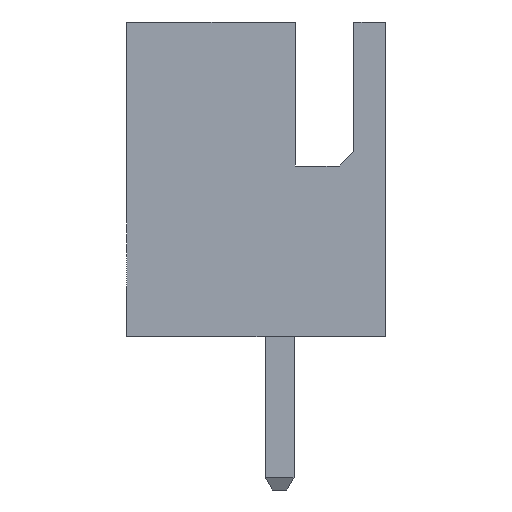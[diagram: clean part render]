
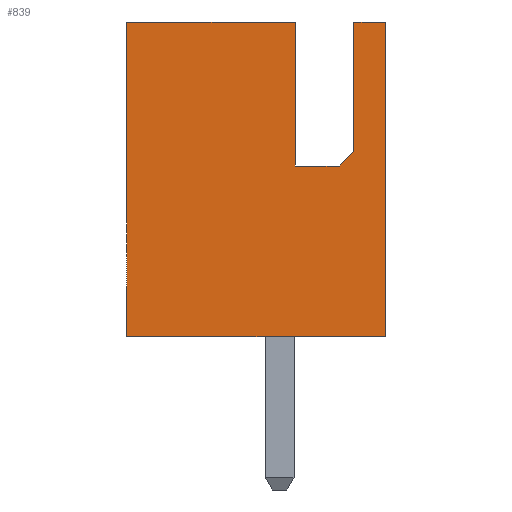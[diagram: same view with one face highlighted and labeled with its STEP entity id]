
A CAD part, left-side view. The second image highlights one B-rep face of the part: STEP entity #839.
In plain terms, the highlighted planar face has unit normal (-1, 0, 0).
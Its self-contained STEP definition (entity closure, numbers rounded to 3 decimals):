
#839=ADVANCED_FACE('',(#1682),#1684,.T.);
#1682=FACE_BOUND('',#1683,.T.);
#1683=EDGE_LOOP('',(#2382,#2383,#2384,#2385,#2386,#2387,#2388,#2389,#2390));
#1684=PLANE('',#1685);
#1685=AXIS2_PLACEMENT_3D('',#1686,#1687,#1688);
#1686=CARTESIAN_POINT('',(-22.55,3.4,0.));
#1687=DIRECTION('',(-1.,0.,0.));
#1688=DIRECTION('',(0.,-1.,0.));
#2382=ORIENTED_EDGE('',*,*,#2822,.T.);
#2383=ORIENTED_EDGE('',*,*,#2823,.T.);
#2384=ORIENTED_EDGE('',*,*,#2824,.F.);
#2385=ORIENTED_EDGE('',*,*,#2758,.F.);
#2386=ORIENTED_EDGE('',*,*,#2776,.T.);
#2387=ORIENTED_EDGE('',*,*,#2814,.T.);
#2388=ORIENTED_EDGE('',*,*,#2825,.F.);
#2389=ORIENTED_EDGE('',*,*,#2826,.T.);
#2390=ORIENTED_EDGE('',*,*,#2827,.T.);
#2758=EDGE_CURVE('',#3146,#3148,#3149,.T.);
#2776=EDGE_CURVE('',#3146,#3173,#3175,.T.);
#2814=EDGE_CURVE('',#3173,#3231,#3233,.T.);
#2822=EDGE_CURVE('',#3241,#3242,#3243,.F.);
#2823=EDGE_CURVE('',#3242,#3244,#3245,.F.);
#2824=EDGE_CURVE('',#3148,#3244,#3246,.T.);
#2825=EDGE_CURVE('',#3247,#3231,#3248,.T.);
#2826=EDGE_CURVE('',#3247,#3249,#3250,.F.);
#2827=EDGE_CURVE('',#3249,#3241,#3251,.F.);
#3146=VERTEX_POINT('',#3853);
#3148=VERTEX_POINT('',#3857);
#3149=LINE('',#3858,#3859);
#3173=VERTEX_POINT('',#3916);
#3175=LINE('',#3920,#3921);
#3231=VERTEX_POINT('',#4050);
#3233=LINE('',#4054,#4055);
#3241=VERTEX_POINT('',#4078);
#3242=VERTEX_POINT('',#4079);
#3243=LINE('',#4080,#4081);
#3244=VERTEX_POINT('',#4083);
#3245=LINE('',#4084,#4085);
#3246=LINE('',#4087,#4088);
#3247=VERTEX_POINT('',#4090);
#3248=LINE('',#4091,#4092);
#3249=VERTEX_POINT('',#4094);
#3250=LINE('',#4095,#4096);
#3251=LINE('',#4098,#4099);
#3853=CARTESIAN_POINT('',(-22.55,3.4,0.));
#3857=CARTESIAN_POINT('',(-22.55,3.4,7.));
#3858=CARTESIAN_POINT('',(-22.55,3.4,0.));
#3859=VECTOR('',#3860,1.);
#3860=DIRECTION('',(0.,0.,1.));
#3916=CARTESIAN_POINT('',(-22.55,-2.35,0.));
#3920=CARTESIAN_POINT('',(-22.55,3.4,0.));
#3921=VECTOR('',#3922,1.);
#3922=DIRECTION('',(0.,-1.,0.));
#4050=CARTESIAN_POINT('',(-22.55,-2.35,7.));
#4054=CARTESIAN_POINT('',(-22.55,-2.35,0.));
#4055=VECTOR('',#4056,1.);
#4056=DIRECTION('',(0.,0.,1.));
#4078=CARTESIAN_POINT('',(-22.55,-1.325,3.8));
#4079=CARTESIAN_POINT('',(-22.55,-0.35,3.8));
#4080=CARTESIAN_POINT('',(-22.55,-0.35,3.8));
#4081=VECTOR('',#4082,1.);
#4082=DIRECTION('',(0.,-1.,0.));
#4083=CARTESIAN_POINT('',(-22.55,-0.35,7.));
#4084=CARTESIAN_POINT('',(-22.55,-0.35,7.));
#4085=VECTOR('',#4086,1.);
#4086=DIRECTION('',(0.,0.,-1.));
#4087=CARTESIAN_POINT('',(-22.55,3.4,7.));
#4088=VECTOR('',#4089,1.);
#4089=DIRECTION('',(0.,-1.,0.));
#4090=CARTESIAN_POINT('',(-22.55,-1.65,7.));
#4091=CARTESIAN_POINT('',(-22.55,-1.65,7.));
#4092=VECTOR('',#4093,1.);
#4093=DIRECTION('',(0.,-1.,0.));
#4094=CARTESIAN_POINT('',(-22.55,-1.65,4.125));
#4095=CARTESIAN_POINT('',(-22.55,-1.65,4.125));
#4096=VECTOR('',#4097,1.);
#4097=DIRECTION('',(0.,0.,1.));
#4098=CARTESIAN_POINT('',(-22.55,-1.325,3.8));
#4099=VECTOR('',#4100,1.);
#4100=DIRECTION('',(0.,-0.707,0.707));
